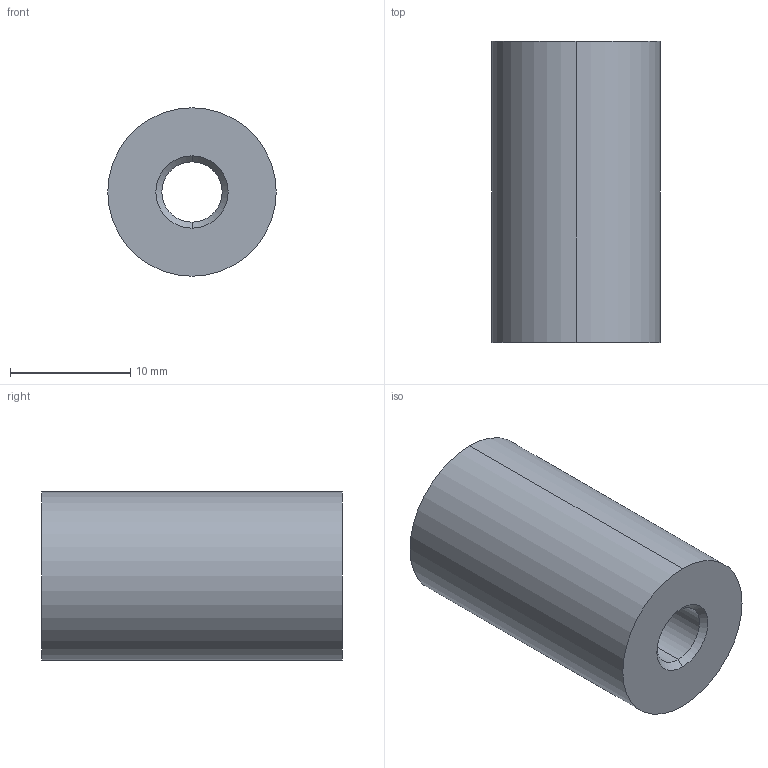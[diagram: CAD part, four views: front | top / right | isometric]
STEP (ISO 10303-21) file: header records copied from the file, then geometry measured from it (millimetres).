
FILE_DESCRIPTION (( 'STEP AP214' ), '1' );
FILE_NAME ('B472 Æåñòêàÿ ìóôòà Ô5-Ô5.STEP', '2025-07-01T11:19:42', ( '' ), ( '' ), 'SwSTEP 2.0', 'SolidWorks 2025', '' );
FILE_SCHEMA (( 'AUTOMOTIVE_DESIGN' ));
Length unit declared in the file: millimetre
Products named in the file (1): B472 Жесткая муфта Ф5-Ф5
Bounding box: 14 x 25 x 14 mm (x, y, z)
Volume: 3353.4 mm3; surface area: 1752.3 mm2
Topology: 1 solids, 1 shells, 10 faces, 20 edges, 12 vertices
Faces by surface type: cone 4, cylinder 4, plane 2
Entity records: 401 total; most frequent: DIRECTION 54, CARTESIAN_POINT 43, ORIENTED_EDGE 40, AXIS2_PLACEMENT_3D 23, EDGE_CURVE 20, UNCERTAINTY_MEASURE_WITH_UNIT 12, VERTEX_POINT 12, EDGE_LOOP 12
